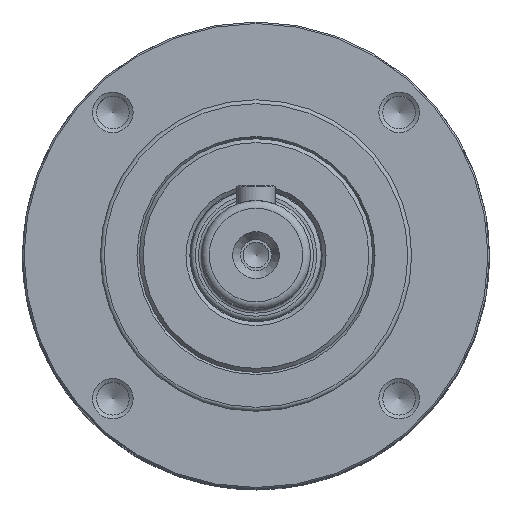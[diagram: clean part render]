
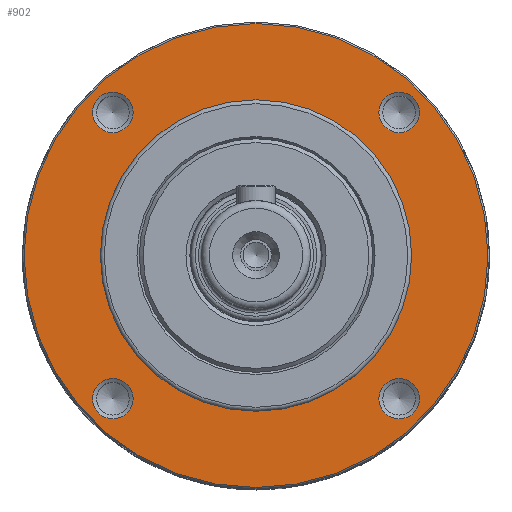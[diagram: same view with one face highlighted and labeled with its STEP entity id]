
A CAD part, top view. The second image highlights one B-rep face of the part: STEP entity #902.
In plain terms, the highlighted planar face has unit normal (0, 0, 1).
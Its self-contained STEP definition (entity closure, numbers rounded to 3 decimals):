
#151=CARTESIAN_POINT('',(-15.785,18.385,-3.0));
#152=VERTEX_POINT('',#151);
#153=CARTESIAN_POINT('',(-18.385,18.385,-3.0));
#154=DIRECTION('',(0.0,0.0,-1.0));
#155=DIRECTION('',(-1.0,0.0,0.0));
#156=AXIS2_PLACEMENT_3D('',#153,#154,#155);
#157=CIRCLE('',#156,2.6);
#158=EDGE_CURVE('',#152,#152,#157,.T.);
#179=CARTESIAN_POINT('',(20.985,18.385,-3.0));
#180=VERTEX_POINT('',#179);
#181=CARTESIAN_POINT('',(18.385,18.385,-3.0));
#182=DIRECTION('',(0.0,0.0,-1.0));
#183=DIRECTION('',(-1.0,0.0,0.0));
#184=AXIS2_PLACEMENT_3D('',#181,#182,#183);
#185=CIRCLE('',#184,2.6);
#186=EDGE_CURVE('',#180,#180,#185,.T.);
#207=CARTESIAN_POINT('',(20.985,-18.385,-3.0));
#208=VERTEX_POINT('',#207);
#209=CARTESIAN_POINT('',(18.385,-18.385,-3.0));
#210=DIRECTION('',(0.0,0.0,-1.0));
#211=DIRECTION('',(-1.0,0.0,0.0));
#212=AXIS2_PLACEMENT_3D('',#209,#210,#211);
#213=CIRCLE('',#212,2.6);
#214=EDGE_CURVE('',#208,#208,#213,.T.);
#235=CARTESIAN_POINT('',(-15.785,-18.385,-3.0));
#236=VERTEX_POINT('',#235);
#237=CARTESIAN_POINT('',(-18.385,-18.385,-3.0));
#238=DIRECTION('',(0.0,0.0,-1.0));
#239=DIRECTION('',(-1.0,0.0,0.0));
#240=AXIS2_PLACEMENT_3D('',#237,#238,#239);
#241=CIRCLE('',#240,2.6);
#242=EDGE_CURVE('',#236,#236,#241,.T.);
#420=CARTESIAN_POINT('',(-29.8,0.0,-3.0));
#421=VERTEX_POINT('',#420);
#422=CARTESIAN_POINT('',(0.0,0.0,-3.0));
#423=DIRECTION('',(0.0,0.0,1.0));
#424=DIRECTION('',(-1.0,0.0,0.0));
#425=AXIS2_PLACEMENT_3D('',#422,#423,#424);
#426=CIRCLE('',#425,29.8);
#427=EDGE_CURVE('',#421,#421,#426,.T.);
#808=CARTESIAN_POINT('',(20.0,0.0,-3.0));
#809=VERTEX_POINT('',#808);
#810=CARTESIAN_POINT('',(0.0,0.0,-3.0));
#811=DIRECTION('',(0.0,0.0,1.0));
#812=DIRECTION('',(1.0,0.0,0.0));
#813=AXIS2_PLACEMENT_3D('',#810,#811,#812);
#814=CIRCLE('',#813,20.0);
#815=EDGE_CURVE('',#809,#809,#814,.T.);
#879=CARTESIAN_POINT('',(0.0,20.0,-3.0));
#880=DIRECTION('',(0.0,0.0,-1.0));
#881=DIRECTION('',(-1.0,0.0,0.0));
#882=AXIS2_PLACEMENT_3D('',#879,#880,#881);
#883=PLANE('',#882);
#884=ORIENTED_EDGE('',*,*,#427,.T.);
#885=EDGE_LOOP('',(#884));
#886=FACE_OUTER_BOUND('',#885,.T.);
#887=ORIENTED_EDGE('',*,*,#214,.T.);
#888=EDGE_LOOP('',(#887));
#889=FACE_BOUND('',#888,.T.);
#890=ORIENTED_EDGE('',*,*,#186,.T.);
#891=EDGE_LOOP('',(#890));
#892=FACE_BOUND('',#891,.T.);
#893=ORIENTED_EDGE('',*,*,#158,.T.);
#894=EDGE_LOOP('',(#893));
#895=FACE_BOUND('',#894,.T.);
#896=ORIENTED_EDGE('',*,*,#242,.T.);
#897=EDGE_LOOP('',(#896));
#898=FACE_BOUND('',#897,.T.);
#899=ORIENTED_EDGE('',*,*,#815,.F.);
#900=EDGE_LOOP('',(#899));
#901=FACE_BOUND('',#900,.T.);
#902=ADVANCED_FACE('',(#886,#889,#892,#895,#898,#901),#883,.F.);
